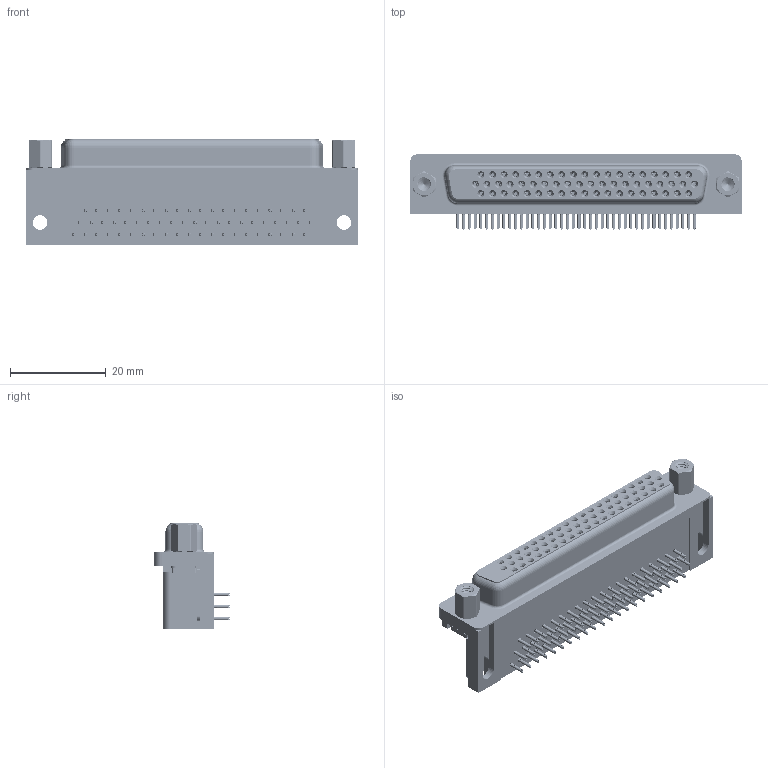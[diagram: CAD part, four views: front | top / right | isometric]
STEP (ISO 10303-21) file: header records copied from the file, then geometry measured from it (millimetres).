
FILE_DESCRIPTION (( 'STEP AP203' ), '1' );
FILE_NAME ('634-062-363-013.STEP', '2018-08-21T19:51:13', ( '' ), ( '' ), 'SwSTEP 2.0', 'SolidWorks 2016', '' );
FILE_SCHEMA (( 'CONFIG_CONTROL_DESIGN' ));
Length unit declared in the file: millimetre
Products named in the file (9): 4-40 Threaded Rivet; 4-40 Hex Standoff; 634-062-363-013; 634 Housing_62 Socket; 634 Shell_62 Socket; Contact Bottom; Contact Middle; Contact Top; Thru Hole Board Mount
Assembly tree (70 placements, depth 2):
  634-062-363-013
    634 Housing_62 Socket
    634 Shell_62 Socket
    Contact Bottom  x20
    Contact Middle  x21
    Contact Top  x21
    Thru Hole Board Mount  x2
    4-40 Threaded Rivet  x2
    4-40 Hex Standoff  x2
Bounding box: 69.4 x 15.73 x 22.1 mm (x, y, z)
Volume: 13143.8 mm3; surface area: 18192.9 mm2
Topology: 74 solids, 74 shells, 9215 faces, 24228 edges, 15206 vertices
Faces by surface type: plane 4111, bspline 2170, cylinder 2118, cone 778, torus 38
Entity records: 57042 total; most frequent: CARTESIAN_POINT 17654, ORIENTED_EDGE 7728, DIRECTION 7201, EDGE_CURVE 3864, LINE 2633, VECTOR 2633, VERTEX_POINT 2476, AXIS2_PLACEMENT_3D 2284
